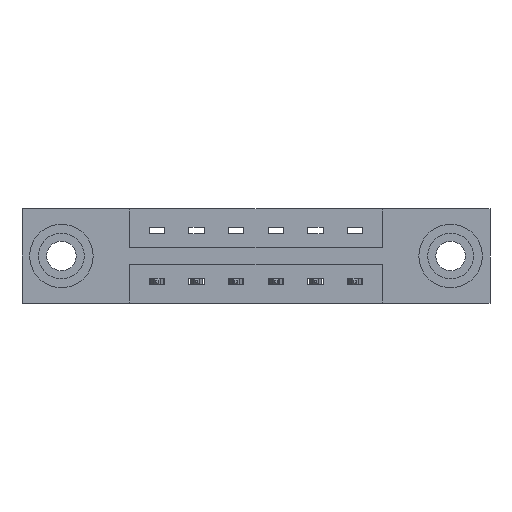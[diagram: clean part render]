
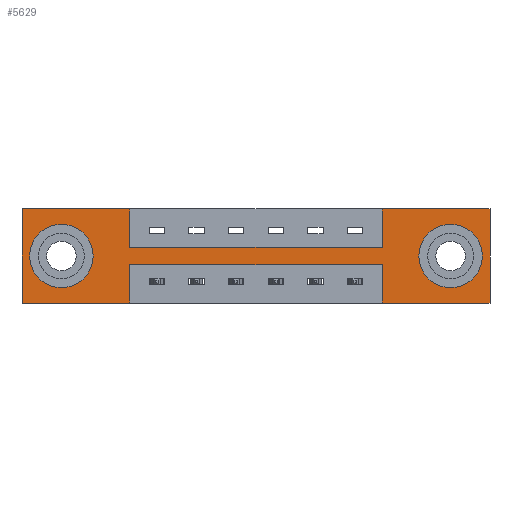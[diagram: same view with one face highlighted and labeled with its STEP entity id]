
A CAD part, front view. The second image highlights one B-rep face of the part: STEP entity #5629.
In plain terms, the highlighted planar face has unit normal (0, -1, 0).
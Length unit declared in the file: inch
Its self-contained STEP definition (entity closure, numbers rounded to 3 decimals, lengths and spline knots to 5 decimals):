
#87 = PLANE ( 'NONE',  #669 ) ;
#120 = CARTESIAN_POINT ( 'NONE',  ( 1.687, 0., -0.185 ) ) ;
#226 = VECTOR ( 'NONE', #8233, 39.37008 ) ;
#238 = LINE ( 'NONE', #9479, #4191 ) ;
#275 = EDGE_CURVE ( 'NONE', #2312, #5161, #7340, .T. ) ;
#356 = DIRECTION ( 'NONE',  ( 0., 0., -1. ) ) ;
#361 = DIRECTION ( 'NONE',  ( 0., 1., 0. ) ) ;
#397 = DIRECTION ( 'NONE',  ( 0., 1., 0. ) ) ;
#560 = EDGE_CURVE ( 'NONE', #4797, #2274, #5185, .T. ) ;
#565 = DIRECTION ( 'NONE',  ( 0., 0., -1. ) ) ;
#583 = EDGE_CURVE ( 'NONE', #6048, #7128, #2071, .T. ) ;
#590 = AXIS2_PLACEMENT_3D ( 'NONE', #905, #7945, #1158 ) ;
#629 = LINE ( 'NONE', #8745, #8534 ) ;
#658 = CARTESIAN_POINT ( 'NONE',  ( 1.417, 0., -0.37 ) ) ;
#669 = AXIS2_PLACEMENT_3D ( 'NONE', #9113, #5580, #890 ) ;
#720 = AXIS2_PLACEMENT_3D ( 'NONE', #120, #361, #356 ) ;
#859 = VERTEX_POINT ( 'NONE', #6516 ) ;
#890 = DIRECTION ( 'NONE',  ( 0., 0., -1. ) ) ;
#905 = CARTESIAN_POINT ( 'NONE',  ( 0.155, 0., -0.185 ) ) ;
#933 = VECTOR ( 'NONE', #1750, 39.37008 ) ;
#961 = EDGE_CURVE ( 'NONE', #5505, #2312, #238, .T. ) ;
#997 = EDGE_CURVE ( 'NONE', #9396, #5505, #7773, .T. ) ;
#1001 = EDGE_CURVE ( 'NONE', #9181, #9396, #9617, .T. ) ;
#1136 = VERTEX_POINT ( 'NONE', #5018 ) ;
#1158 = DIRECTION ( 'NONE',  ( 0., 0., 1. ) ) ;
#1178 = DIRECTION ( 'NONE',  ( 0., 0., -1. ) ) ;
#1362 = VERTEX_POINT ( 'NONE', #7551 ) ;
#1370 = VECTOR ( 'NONE', #4173, 39.37008 ) ;
#1411 = EDGE_CURVE ( 'NONE', #2715, #1136, #3946, .T. ) ;
#1493 = CARTESIAN_POINT ( 'NONE',  ( 1.417, 0., -0.15 ) ) ;
#1505 = EDGE_CURVE ( 'NONE', #1991, #2715, #629, .T. ) ;
#1530 = DIRECTION ( 'NONE',  ( 0., 1., 0. ) ) ;
#1533 = CARTESIAN_POINT ( 'NONE',  ( 0.155, 0., -0.263 ) ) ;
#1543 = EDGE_CURVE ( 'NONE', #1362, #1991, #8978, .T. ) ;
#1750 = DIRECTION ( 'NONE',  ( -1., 0., 0. ) ) ;
#1846 = ORIENTED_EDGE ( 'NONE', *, *, #997, .F. ) ;
#1955 = EDGE_LOOP ( 'NONE', ( #3037, #5729 ) ) ;
#1991 = VERTEX_POINT ( 'NONE', #8187 ) ;
#2038 = ORIENTED_EDGE ( 'NONE', *, *, #3517, .F. ) ;
#2071 = CIRCLE ( 'NONE', #590, 0.078 ) ;
#2077 = ORIENTED_EDGE ( 'NONE', *, *, #4964, .T. ) ;
#2096 = EDGE_LOOP ( 'NONE', ( #7819, #2077 ) ) ;
#2179 = EDGE_CURVE ( 'NONE', #5161, #7783, #2536, .T. ) ;
#2262 = ORIENTED_EDGE ( 'NONE', *, *, #1001, .F. ) ;
#2274 = VERTEX_POINT ( 'NONE', #3309 ) ;
#2282 = EDGE_CURVE ( 'NONE', #1136, #3312, #5283, .T. ) ;
#2312 = VERTEX_POINT ( 'NONE', #6335 ) ;
#2414 = CARTESIAN_POINT ( 'NONE',  ( 1.417, 0., -0.22 ) ) ;
#2447 = CARTESIAN_POINT ( 'NONE',  ( 1.687, 0., -0.185 ) ) ;
#2536 = LINE ( 'NONE', #7080, #6474 ) ;
#2580 = CARTESIAN_POINT ( 'NONE',  ( 1.842, 0., 0. ) ) ;
#2679 = ORIENTED_EDGE ( 'NONE', *, *, #1411, .F. ) ;
#2715 = VERTEX_POINT ( 'NONE', #1493 ) ;
#2749 = ORIENTED_EDGE ( 'NONE', *, *, #1505, .F. ) ;
#2751 = VECTOR ( 'NONE', #565, 39.37008 ) ;
#2860 = CARTESIAN_POINT ( 'NONE',  ( 0., 0., 0. ) ) ;
#3012 = FACE_BOUND ( 'NONE', #1955, .T. ) ;
#3017 = LINE ( 'NONE', #4706, #933 ) ;
#3037 = ORIENTED_EDGE ( 'NONE', *, *, #560, .T. ) ;
#3184 = ORIENTED_EDGE ( 'NONE', *, *, #1543, .F. ) ;
#3309 = CARTESIAN_POINT ( 'NONE',  ( 1.687, 0., -0.263 ) ) ;
#3312 = VERTEX_POINT ( 'NONE', #4316 ) ;
#3345 = DIRECTION ( 'NONE',  ( 1., 0., 0. ) ) ;
#3422 = CIRCLE ( 'NONE', #720, 0.078 ) ;
#3517 = EDGE_CURVE ( 'NONE', #859, #9181, #3017, .T. ) ;
#3946 = LINE ( 'NONE', #8113, #7768 ) ;
#3955 = VECTOR ( 'NONE', #3988, 39.37008 ) ;
#3988 = DIRECTION ( 'NONE',  ( 0., 0., 1. ) ) ;
#3995 = EDGE_CURVE ( 'NONE', #3312, #859, #6921, .T. ) ;
#4159 = ORIENTED_EDGE ( 'NONE', *, *, #275, .F. ) ;
#4173 = DIRECTION ( 'NONE',  ( -1., 0., 0. ) ) ;
#4191 = VECTOR ( 'NONE', #1178, 39.37008 ) ;
#4316 = CARTESIAN_POINT ( 'NONE',  ( 1.842, 0., 0. ) ) ;
#4706 = CARTESIAN_POINT ( 'NONE',  ( 0., 0., -0.37 ) ) ;
#4797 = VERTEX_POINT ( 'NONE', #7455 ) ;
#4834 = EDGE_CURVE ( 'NONE', #2274, #4797, #3422, .T. ) ;
#4850 = DIRECTION ( 'NONE',  ( 0., 0., 1. ) ) ;
#4879 = FACE_OUTER_BOUND ( 'NONE', #5155, .T. ) ;
#4964 = EDGE_CURVE ( 'NONE', #7128, #6048, #7843, .T. ) ;
#5018 = CARTESIAN_POINT ( 'NONE',  ( 1.417, 0., 0. ) ) ;
#5093 = CARTESIAN_POINT ( 'NONE',  ( 0., 0., -0.37 ) ) ;
#5155 = EDGE_LOOP ( 'NONE', ( #7998, #1846, #2262, #2038, #5955, #7121, #2679, #2749, #3184, #7334, #8440, #4159 ) ) ;
#5161 = VERTEX_POINT ( 'NONE', #5688 ) ;
#5185 = CIRCLE ( 'NONE', #8477, 0.078 ) ;
#5283 = LINE ( 'NONE', #9518, #8972 ) ;
#5316 = DIRECTION ( 'NONE',  ( 0., 0., 1. ) ) ;
#5369 = CARTESIAN_POINT ( 'NONE',  ( 0.425, 0., -0.22 ) ) ;
#5443 = AXIS2_PLACEMENT_3D ( 'NONE', #8362, #397, #7147 ) ;
#5505 = VERTEX_POINT ( 'NONE', #5369 ) ;
#5580 = DIRECTION ( 'NONE',  ( 0., -1., 0. ) ) ;
#5598 = DIRECTION ( 'NONE',  ( 0., 0., -1. ) ) ;
#5629 = ADVANCED_FACE ( 'NONE', ( #3012, #6677, #4879 ), #87, .T. ) ;
#5688 = CARTESIAN_POINT ( 'NONE',  ( 0., 0., -0.37 ) ) ;
#5729 = ORIENTED_EDGE ( 'NONE', *, *, #4834, .T. ) ;
#5760 = VECTOR ( 'NONE', #9382, 39.37008 ) ;
#5955 = ORIENTED_EDGE ( 'NONE', *, *, #3995, .F. ) ;
#6048 = VERTEX_POINT ( 'NONE', #8348 ) ;
#6335 = CARTESIAN_POINT ( 'NONE',  ( 0.425, 0., -0.37 ) ) ;
#6361 = VECTOR ( 'NONE', #5598, 39.37008 ) ;
#6474 = VECTOR ( 'NONE', #5316, 39.37008 ) ;
#6481 = LINE ( 'NONE', #2860, #226 ) ;
#6516 = CARTESIAN_POINT ( 'NONE',  ( 1.842, 0., -0.37 ) ) ;
#6670 = CARTESIAN_POINT ( 'NONE',  ( 0.425, 0., -0.22 ) ) ;
#6672 = DIRECTION ( 'NONE',  ( 1., 0., 0. ) ) ;
#6677 = FACE_BOUND ( 'NONE', #2096, .T. ) ;
#6879 = CARTESIAN_POINT ( 'NONE',  ( 0., 0., 0. ) ) ;
#6921 = LINE ( 'NONE', #2580, #2751 ) ;
#7080 = CARTESIAN_POINT ( 'NONE',  ( 0., 0., 0. ) ) ;
#7121 = ORIENTED_EDGE ( 'NONE', *, *, #2282, .F. ) ;
#7128 = VERTEX_POINT ( 'NONE', #1533 ) ;
#7147 = DIRECTION ( 'NONE',  ( 0., 0., 1. ) ) ;
#7334 = ORIENTED_EDGE ( 'NONE', *, *, #8451, .F. ) ;
#7340 = LINE ( 'NONE', #5093, #1370 ) ;
#7455 = CARTESIAN_POINT ( 'NONE',  ( 1.687, 0., -0.107 ) ) ;
#7489 = DIRECTION ( 'NONE',  ( 0., 0., -1. ) ) ;
#7551 = CARTESIAN_POINT ( 'NONE',  ( 0.425, 0., 0. ) ) ;
#7630 = CARTESIAN_POINT ( 'NONE',  ( 1.417, 0., -0.37 ) ) ;
#7768 = VECTOR ( 'NONE', #4850, 39.37008 ) ;
#7773 = LINE ( 'NONE', #6670, #5760 ) ;
#7783 = VERTEX_POINT ( 'NONE', #6879 ) ;
#7819 = ORIENTED_EDGE ( 'NONE', *, *, #583, .T. ) ;
#7843 = CIRCLE ( 'NONE', #5443, 0.078 ) ;
#7945 = DIRECTION ( 'NONE',  ( 0., 1., 0. ) ) ;
#7998 = ORIENTED_EDGE ( 'NONE', *, *, #961, .F. ) ;
#8113 = CARTESIAN_POINT ( 'NONE',  ( 1.417, 0., 0. ) ) ;
#8187 = CARTESIAN_POINT ( 'NONE',  ( 0.425, 0., -0.15 ) ) ;
#8233 = DIRECTION ( 'NONE',  ( 1., 0., 0. ) ) ;
#8348 = CARTESIAN_POINT ( 'NONE',  ( 0.155, 0., -0.107 ) ) ;
#8362 = CARTESIAN_POINT ( 'NONE',  ( 0.155, 0., -0.185 ) ) ;
#8440 = ORIENTED_EDGE ( 'NONE', *, *, #2179, .F. ) ;
#8451 = EDGE_CURVE ( 'NONE', #7783, #1362, #6481, .T. ) ;
#8477 = AXIS2_PLACEMENT_3D ( 'NONE', #2447, #1530, #7489 ) ;
#8534 = VECTOR ( 'NONE', #6672, 39.37008 ) ;
#8745 = CARTESIAN_POINT ( 'NONE',  ( 0.425, 0., -0.15 ) ) ;
#8972 = VECTOR ( 'NONE', #3345, 39.37008 ) ;
#8978 = LINE ( 'NONE', #9614, #6361 ) ;
#9113 = CARTESIAN_POINT ( 'NONE',  ( 0., 0., -0.37 ) ) ;
#9181 = VERTEX_POINT ( 'NONE', #658 ) ;
#9382 = DIRECTION ( 'NONE',  ( -1., 0., 0. ) ) ;
#9396 = VERTEX_POINT ( 'NONE', #2414 ) ;
#9479 = CARTESIAN_POINT ( 'NONE',  ( 0.425, 0., -0.37 ) ) ;
#9518 = CARTESIAN_POINT ( 'NONE',  ( 0., 0., 0. ) ) ;
#9614 = CARTESIAN_POINT ( 'NONE',  ( 0.425, 0., 0. ) ) ;
#9617 = LINE ( 'NONE', #7630, #3955 ) ;
